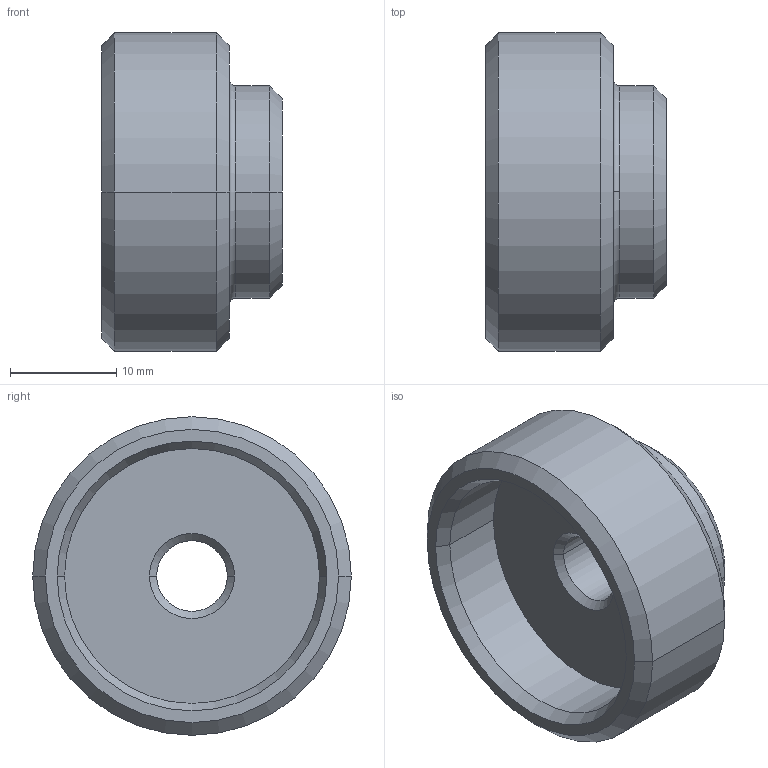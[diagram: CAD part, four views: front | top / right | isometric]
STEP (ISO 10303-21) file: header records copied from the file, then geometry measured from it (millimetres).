
FILE_DESCRIPTION( ( '' ), '1' );
FILE_NAME( 'K0137.1082.stp', '2012-11-01T11:58:08', ( '' ), ( '' ), ' ', ' ', ' ' );
FILE_SCHEMA( ( 'CONFIG_CONTROL_DESIGN' ) );
Length unit declared in the file: millimetre
Products named in the file (1): 1
Bounding box: 17 x 30 x 30 mm (x, y, z)
Volume: 6326.6 mm3; surface area: 3275.7 mm2
Topology: 1 solids, 1 shells, 26 faces, 55 edges, 33 vertices
Faces by surface type: cone 12, cylinder 8, plane 4, torus 2
Entity records: 754 total; most frequent: DIRECTION 144, CARTESIAN_POINT 115, ORIENTED_EDGE 110, AXIS2_PLACEMENT_3D 62, EDGE_CURVE 55, CIRCLE 35, VERTEX_POINT 33, EDGE_LOOP 30
